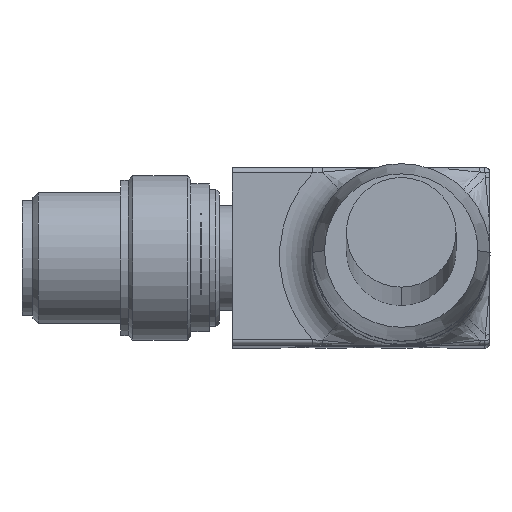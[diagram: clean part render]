
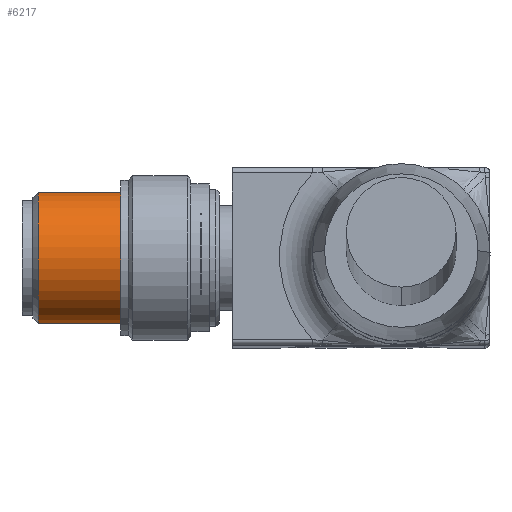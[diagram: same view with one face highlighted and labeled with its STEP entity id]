
A CAD part, front view. The second image highlights one B-rep face of the part: STEP entity #6217.
In plain terms, the highlighted cylindrical face has radius 6 mm (diameter 12 mm), a partial arc.
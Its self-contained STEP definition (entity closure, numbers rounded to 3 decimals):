
#680=CARTESIAN_POINT('',(9.,0.,0.));
#681=DIRECTION('',(-1.,0.,0.));
#682=DIRECTION('',(0.,0.,-1.));
#683=AXIS2_PLACEMENT_3D('',#680,#681,#682);
#685=DIRECTION('',(-1.,0.,0.));
#686=VECTOR('',#685,7.5);
#687=CARTESIAN_POINT('',(9.,0.,-6.));
#688=LINE('',#687,#686);
#689=DIRECTION('',(1.,0.,0.));
#690=VECTOR('',#689,7.5);
#691=CARTESIAN_POINT('',(1.5,0.,6.));
#692=LINE('',#691,#690);
#693=CARTESIAN_POINT('',(1.5,0.,0.));
#694=DIRECTION('',(1.,0.,0.));
#695=DIRECTION('',(0.,0.,1.));
#696=AXIS2_PLACEMENT_3D('',#693,#694,#695);
#4369=CARTESIAN_POINT('',(1.5,0.,6.));
#4370=VERTEX_POINT('',#4369);
#4371=CARTESIAN_POINT('',(1.5,0.,-6.));
#4372=VERTEX_POINT('',#4371);
#4373=CARTESIAN_POINT('',(9.,0.,6.));
#4374=CARTESIAN_POINT('',(9.,0.,-6.));
#4375=VERTEX_POINT('',#4373);
#4376=VERTEX_POINT('',#4374);
#6205=CARTESIAN_POINT('',(9.15,0.,0.));
#6206=DIRECTION('',(-1.,0.,0.));
#6207=DIRECTION('',(0.,0.,1.));
#6208=AXIS2_PLACEMENT_3D('',#6205,#6206,#6207);
#6209=CYLINDRICAL_SURFACE('',#6208,6.);
#6210=ORIENTED_EDGE('',*,*,#6200,.T.);
#6212=ORIENTED_EDGE('',*,*,#6211,.F.);
#6213=ORIENTED_EDGE('',*,*,#6196,.T.);
#6214=ORIENTED_EDGE('',*,*,#6185,.F.);
#6215=EDGE_LOOP('',(#6210,#6212,#6213,#6214));
#6216=FACE_OUTER_BOUND('',#6215,.F.);
#684=CIRCLE('',#683,6.);
#697=CIRCLE('',#696,6.);
#6185=EDGE_CURVE('',#4376,#4375,#684,.T.);
#6196=EDGE_CURVE('',#4370,#4375,#692,.T.);
#6200=EDGE_CURVE('',#4376,#4372,#688,.T.);
#6211=EDGE_CURVE('',#4370,#4372,#697,.T.);
#6217=ADVANCED_FACE('',(#6216),#6209,.T.);
